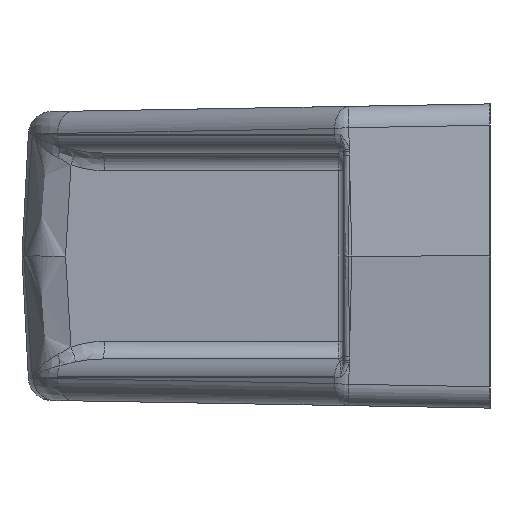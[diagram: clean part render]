
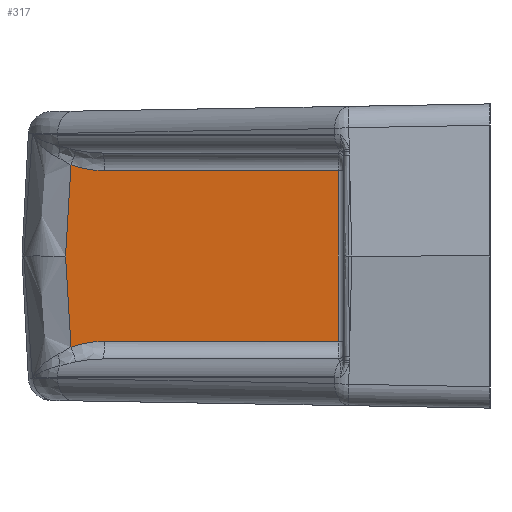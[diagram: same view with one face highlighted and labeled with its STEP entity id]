
A CAD part, left-side view. The second image highlights one B-rep face of the part: STEP entity #317.
In plain terms, the highlighted planar face has unit normal (-0.996, 0.087, 0).
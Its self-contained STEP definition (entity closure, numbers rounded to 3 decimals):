
#317=ADVANCED_FACE('NONE',(#746),#747,.F.);
#746=FACE_OUTER_BOUND('',#1426,.T.);
#747=PLANE('',#1427);
#1426=EDGE_LOOP('',(#3682,#3683,#3684,#3685,#3686,#3687,#3688));
#1427=AXIS2_PLACEMENT_3D('',#3689,#3690,#3691);
#3682=ORIENTED_EDGE('',*,*,#4807,.T.);
#3683=ORIENTED_EDGE('',*,*,#4808,.T.);
#3684=ORIENTED_EDGE('',*,*,#4809,.T.);
#3685=ORIENTED_EDGE('',*,*,#4810,.T.);
#3686=ORIENTED_EDGE('',*,*,#4811,.T.);
#3687=ORIENTED_EDGE('',*,*,#4812,.T.);
#3688=ORIENTED_EDGE('',*,*,#4813,.T.);
#3689=CARTESIAN_POINT('',(-50.918,12.5,-8.8));
#3690=DIRECTION('',(0.996,-0.087,0.0));
#3691=DIRECTION('',(0.0,0.0,-1.0));
#4807=EDGE_CURVE('NONE',#5601,#5602,#5603,.T.);
#4808=EDGE_CURVE('NONE',#5602,#5604,#5605,.T.);
#4809=EDGE_CURVE('NONE',#5604,#5606,#5607,.T.);
#4810=EDGE_CURVE('NONE',#5606,#5608,#5609,.T.);
#4811=EDGE_CURVE('NONE',#5608,#5610,#5611,.T.);
#4812=EDGE_CURVE('NONE',#5610,#5612,#5613,.T.);
#4813=EDGE_CURVE('NONE',#5612,#5601,#5614,.T.);
#5601=VERTEX_POINT('NONE',#7264);
#5602=VERTEX_POINT('NONE',#7265);
#5603=LINE('',#7266,#7267);
#5604=VERTEX_POINT('NONE',#7268);
#5605=LINE('',#7269,#7270);
#5606=VERTEX_POINT('NONE',#7271);
#5607=LINE('',#7272,#7273);
#5608=VERTEX_POINT('NONE',#7274);
#5609=(B_SPLINE_CURVE(3,(#7276,#7277,#7278,#7279),.UNSPECIFIED.,.F.,.F.)B_SPLINE_CURVE_WITH_KNOTS((4,4),(4.712,5.291),.UNSPECIFIED.)RATIONAL_B_SPLINE_CURVE((1.0,0.972,0.972,1.0))BOUNDED_CURVE()REPRESENTATION_ITEM('')GEOMETRIC_REPRESENTATION_ITEM()CURVE());
#5610=VERTEX_POINT('NONE',#7286);
#5611=(B_SPLINE_CURVE(3,(#7288,#7289,#7290,#7291),.UNSPECIFIED.,.F.,.F.)B_SPLINE_CURVE_WITH_KNOTS((4,4),(1.193,1.272),.UNSPECIFIED.)RATIONAL_B_SPLINE_CURVE((1.0,0.999,0.999,1.0))BOUNDED_CURVE()REPRESENTATION_ITEM('')GEOMETRIC_REPRESENTATION_ITEM()CURVE());
#5612=VERTEX_POINT('NONE',#7298);
#5613=(B_SPLINE_CURVE(3,(#7300,#7301,#7302,#7303),.UNSPECIFIED.,.F.,.F.)B_SPLINE_CURVE_WITH_KNOTS((4,4),(1.869,1.949),.UNSPECIFIED.)RATIONAL_B_SPLINE_CURVE((1.0,0.999,0.999,1.0))BOUNDED_CURVE()REPRESENTATION_ITEM('')GEOMETRIC_REPRESENTATION_ITEM()CURVE());
#5614=(B_SPLINE_CURVE(3,(#7311,#7312,#7313,#7314),.UNSPECIFIED.,.F.,.F.)B_SPLINE_CURVE_WITH_KNOTS((4,4),(4.133,4.712),.UNSPECIFIED.)RATIONAL_B_SPLINE_CURVE((1.0,0.972,0.972,1.0))BOUNDED_CURVE()REPRESENTATION_ITEM('')GEOMETRIC_REPRESENTATION_ITEM()CURVE());
#7264=CARTESIAN_POINT('',(-49.128,32.958,-7.3));
#7265=CARTESIAN_POINT('',(-50.878,12.956,-7.3));
#7266=CARTESIAN_POINT('',(-50.918,12.5,-7.3));
#7267=VECTOR('',#8349,1000.0);
#7268=CARTESIAN_POINT('',(-50.878,12.956,7.3));
#7269=CARTESIAN_POINT('',(-50.878,12.956,7.3));
#7270=VECTOR('',#8350,1000.0);
#7271=CARTESIAN_POINT('',(-49.128,32.958,7.3));
#7272=CARTESIAN_POINT('',(-48.941,35.092,7.3));
#7273=VECTOR('',#8351,1000.0);
#7274=CARTESIAN_POINT('',(-48.879,35.809,7.789));
#7276=CARTESIAN_POINT('',(-49.128,32.958,7.3));
#7277=CARTESIAN_POINT('',(-49.039,33.978,7.3));
#7278=CARTESIAN_POINT('',(-48.953,34.955,7.468));
#7279=CARTESIAN_POINT('',(-48.879,35.809,7.789));
#7286=CARTESIAN_POINT('',(-48.838,36.276,0.));
#7288=CARTESIAN_POINT('',(-48.879,35.809,7.789));
#7289=CARTESIAN_POINT('',(-48.865,35.966,5.23));
#7290=CARTESIAN_POINT('',(-48.851,36.122,2.632));
#7291=CARTESIAN_POINT('',(-48.838,36.276,0.));
#7298=CARTESIAN_POINT('',(-48.879,35.809,-7.789));
#7300=CARTESIAN_POINT('',(-48.838,36.276,0.));
#7301=CARTESIAN_POINT('',(-48.851,36.122,-2.632));
#7302=CARTESIAN_POINT('',(-48.865,35.966,-5.23));
#7303=CARTESIAN_POINT('',(-48.879,35.809,-7.789));
#7311=CARTESIAN_POINT('',(-48.879,35.809,-7.789));
#7312=CARTESIAN_POINT('',(-48.953,34.955,-7.468));
#7313=CARTESIAN_POINT('',(-49.039,33.978,-7.3));
#7314=CARTESIAN_POINT('',(-49.128,32.958,-7.3));
#8349=DIRECTION('',(-0.087,-0.996,-0.0));
#8350=DIRECTION('',(0.0,0.0,1.0));
#8351=DIRECTION('',(0.087,0.996,0.0));
